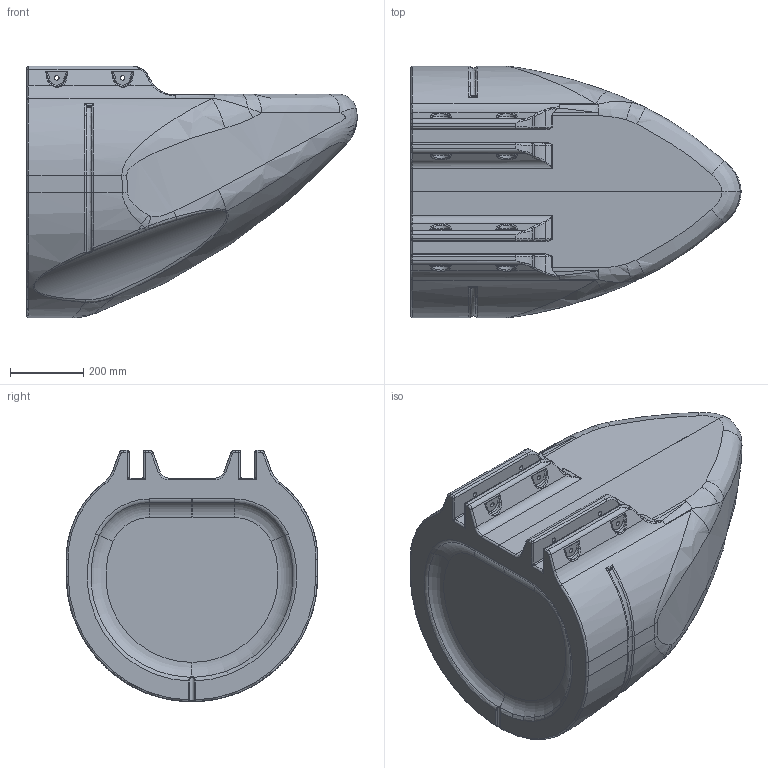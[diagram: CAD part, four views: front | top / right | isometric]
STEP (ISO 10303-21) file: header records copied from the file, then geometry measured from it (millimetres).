
FILE_DESCRIPTION(/* description */ (''),/* implementation_level */ '2;1');
FILE_NAME(/* name */ '27nc.step',/* time_stamp */ '2022-09-22T13:38:04-04:00',/* author */ (''),/* organization */ (''),/* preprocessor_version */ 'ST-DEVELOPER v19',/* originating_system */ 'Autodesk Translation Framework v11.7.0.108',/* authorisation */ '');
FILE_SCHEMA (('AUTOMOTIVE_DESIGN { 1 0 10303 214 3 1 1 }'));
Length unit declared in the file: inch
Products named in the file (1): 27" NOSE CONE
Bounding box: 899.58 x 685.44 x 685.8 mm (x, y, z)
Volume: 197292649.3 mm3; surface area: 2131495.3 mm2
Topology: 1 solids, 1 shells, 449 faces, 1075 edges, 596 vertices
Faces by surface type: bspline 200, cylinder 145, plane 53, torus 47, sphere 4
Full cylindrical faces by diameter (mm): 12.7 x8
Entity records: 21273 total; most frequent: CARTESIAN_POINT 12007, ORIENTED_EDGE 2078, DIRECTION 1668, EDGE_CURVE 1039, AXIS2_PLACEMENT_3D 700, VERTEX_POINT 596, EDGE_LOOP 469, FACE_OUTER_BOUND 449
